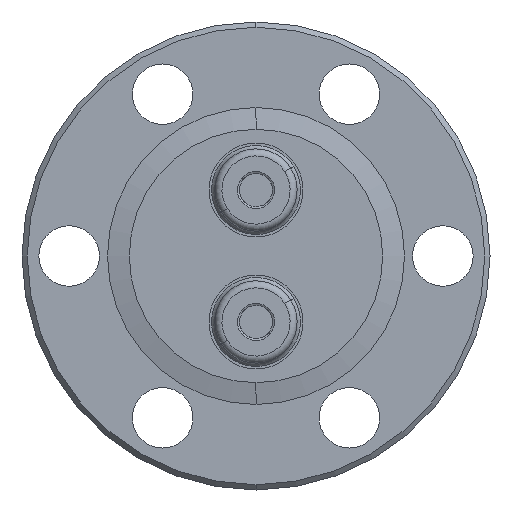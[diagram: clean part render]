
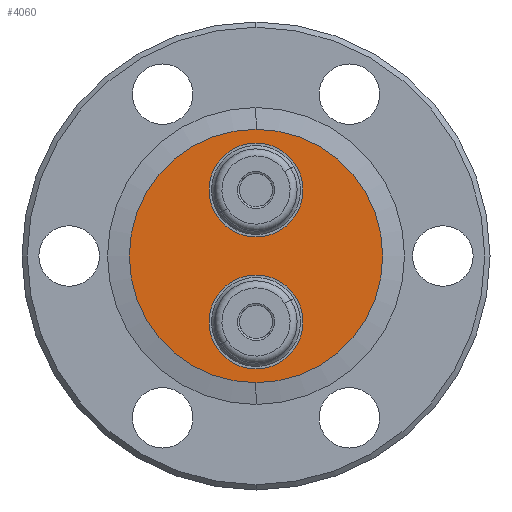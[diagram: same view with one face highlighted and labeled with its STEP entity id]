
A CAD part, front view. The second image highlights one B-rep face of the part: STEP entity #4060.
In plain terms, the highlighted planar face has unit normal (0, -1, 0).
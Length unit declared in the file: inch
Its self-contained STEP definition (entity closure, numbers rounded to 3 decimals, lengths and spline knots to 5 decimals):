
#175 = CIRCLE ( 'NONE', #2126, 0.1335 ) ;
#736 = DIRECTION ( 'NONE',  ( 0., 0., 1. ) ) ;
#740 = DIRECTION ( 'NONE',  ( 0., 1., 0. ) ) ;
#745 = CARTESIAN_POINT ( 'NONE',  ( 0., -0.234, -0.1875 ) ) ;
#994 = EDGE_CURVE ( 'NONE', #3701, #3702, #3414, .T. ) ;
#998 = EDGE_CURVE ( 'NONE', #3704, #3705, #3420, .T. ) ;
#1009 = EDGE_CURVE ( 'NONE', #3705, #3704, #3433, .T. ) ;
#1115 = ORIENTED_EDGE ( 'NONE', *, *, #998, .T. ) ;
#1116 = ORIENTED_EDGE ( 'NONE', *, *, #1543, .T. ) ;
#1117 = ORIENTED_EDGE ( 'NONE', *, *, #2248, .T. ) ;
#1118 = ORIENTED_EDGE ( 'NONE', *, *, #1491, .T. ) ;
#1119 = ORIENTED_EDGE ( 'NONE', *, *, #994, .T. ) ;
#1491 = EDGE_CURVE ( 'NONE', #3702, #3701, #175, .T. ) ;
#1543 = EDGE_CURVE ( 'NONE', #1848, #1847, #3481, .T. ) ;
#1580 = CIRCLE ( 'NONE', #2170, 0.36 ) ;
#1789 = FACE_BOUND ( 'NONE', #3543, .T. ) ;
#1793 = FACE_BOUND ( 'NONE', #3545, .T. ) ;
#1797 = FACE_OUTER_BOUND ( 'NONE', #3546, .T. ) ;
#1847 = VERTEX_POINT ( 'NONE', #3695 ) ;
#1848 = VERTEX_POINT ( 'NONE', #2880 ) ;
#1985 = AXIS2_PLACEMENT_3D ( 'NONE', #2105, #2103, #2109 ) ;
#2066 = CARTESIAN_POINT ( 'NONE',  ( 0., -0.234, -0.321 ) ) ;
#2069 = CARTESIAN_POINT ( 'NONE',  ( 0., -0.234, 0.321 ) ) ;
#2070 = CARTESIAN_POINT ( 'NONE',  ( 0., -0.234, 0.054 ) ) ;
#2071 = CARTESIAN_POINT ( 'NONE',  ( 0., -0.234, -0.054 ) ) ;
#2103 = DIRECTION ( 'NONE',  ( 0., -1., 0. ) ) ;
#2105 = CARTESIAN_POINT ( 'NONE',  ( 0., -0.234, -0.36 ) ) ;
#2107 = PLANE ( 'NONE',  #1985 ) ;
#2109 = DIRECTION ( 'NONE',  ( 0., 0., 1. ) ) ;
#2126 = AXIS2_PLACEMENT_3D ( 'NONE', #2418, #2419, #2420 ) ;
#2154 = AXIS2_PLACEMENT_3D ( 'NONE', #3666, #3667, #3668 ) ;
#2170 = AXIS2_PLACEMENT_3D ( 'NONE', #2666, #2667, #2668 ) ;
#2248 = EDGE_CURVE ( 'NONE', #1847, #1848, #1580, .T. ) ;
#2320 = AXIS2_PLACEMENT_3D ( 'NONE', #3631, #3630, #3628 ) ;
#2322 = AXIS2_PLACEMENT_3D ( 'NONE', #745, #740, #736 ) ;
#2332 = AXIS2_PLACEMENT_3D ( 'NONE', #3116, #3117, #3118 ) ;
#2418 = CARTESIAN_POINT ( 'NONE',  ( 0., -0.234, 0.1875 ) ) ;
#2419 = DIRECTION ( 'NONE',  ( 0., 1., 0. ) ) ;
#2420 = DIRECTION ( 'NONE',  ( 0., 0., 1. ) ) ;
#2666 = CARTESIAN_POINT ( 'NONE',  ( 0., -0.234, 0. ) ) ;
#2667 = DIRECTION ( 'NONE',  ( 0., -1., 0. ) ) ;
#2668 = DIRECTION ( 'NONE',  ( 0., 0., 1. ) ) ;
#2880 = CARTESIAN_POINT ( 'NONE',  ( 0., -0.234, -0.36 ) ) ;
#3116 = CARTESIAN_POINT ( 'NONE',  ( 0., -0.234, -0.1875 ) ) ;
#3117 = DIRECTION ( 'NONE',  ( 0., 1., 0. ) ) ;
#3118 = DIRECTION ( 'NONE',  ( 0., 0., 1. ) ) ;
#3414 = CIRCLE ( 'NONE', #2320, 0.1335 ) ;
#3420 = CIRCLE ( 'NONE', #2322, 0.1335 ) ;
#3433 = CIRCLE ( 'NONE', #2332, 0.1335 ) ;
#3481 = CIRCLE ( 'NONE', #2154, 0.36 ) ;
#3543 = EDGE_LOOP ( 'NONE', ( #1119, #1118 ) ) ;
#3545 = EDGE_LOOP ( 'NONE', ( #1115, #3794 ) ) ;
#3546 = EDGE_LOOP ( 'NONE', ( #1117, #1116 ) ) ;
#3628 = DIRECTION ( 'NONE',  ( 0., 0., 1. ) ) ;
#3630 = DIRECTION ( 'NONE',  ( 0., 1., 0. ) ) ;
#3631 = CARTESIAN_POINT ( 'NONE',  ( 0., -0.234, 0.1875 ) ) ;
#3666 = CARTESIAN_POINT ( 'NONE',  ( 0., -0.234, 0. ) ) ;
#3667 = DIRECTION ( 'NONE',  ( 0., -1., 0. ) ) ;
#3668 = DIRECTION ( 'NONE',  ( 0., 0., 1. ) ) ;
#3695 = CARTESIAN_POINT ( 'NONE',  ( 0., -0.234, 0.36 ) ) ;
#3701 = VERTEX_POINT ( 'NONE', #2069 ) ;
#3702 = VERTEX_POINT ( 'NONE', #2070 ) ;
#3704 = VERTEX_POINT ( 'NONE', #2071 ) ;
#3705 = VERTEX_POINT ( 'NONE', #2066 ) ;
#3794 = ORIENTED_EDGE ( 'NONE', *, *, #1009, .T. ) ;
#4060 = ADVANCED_FACE ( 'NONE', ( #1789, #1797, #1793 ), #2107, .T. ) ;
